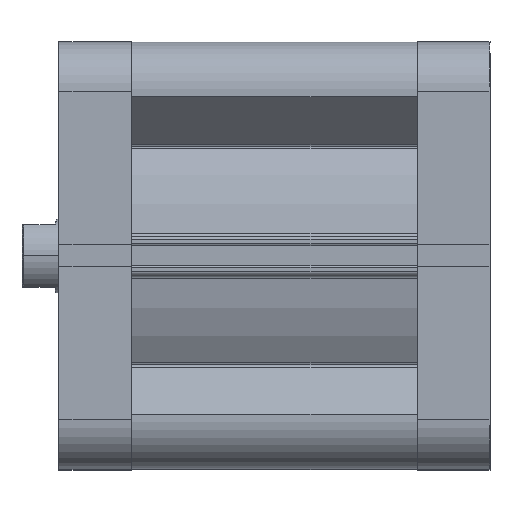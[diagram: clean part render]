
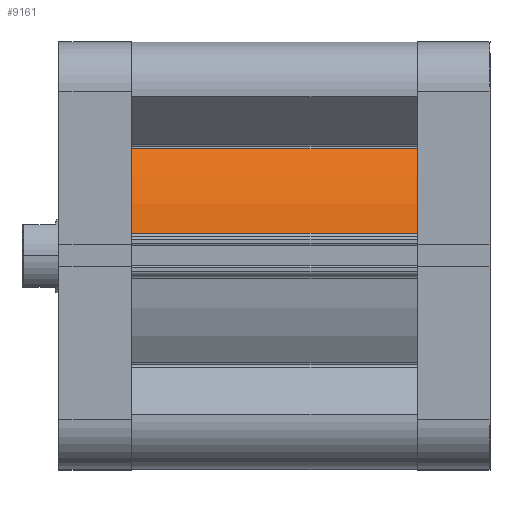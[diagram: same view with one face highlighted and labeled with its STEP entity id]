
A CAD part, top view. The second image highlights one B-rep face of the part: STEP entity #9161.
In plain terms, the highlighted cylindrical face has radius 53.5 mm (diameter 107 mm), a partial arc.
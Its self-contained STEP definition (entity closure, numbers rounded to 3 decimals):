
#583 = ORIENTED_EDGE ( 'NONE', *, *, #7798, .F. ) ;
#584 = ORIENTED_EDGE ( 'NONE', *, *, #7797, .T. ) ;
#585 = ORIENTED_EDGE ( 'NONE', *, *, #7788, .T. ) ;
#586 = ORIENTED_EDGE ( 'NONE', *, *, #7799, .T. ) ;
#1817 = CIRCLE ( 'NONE', #10333, 53.5 ) ;
#1822 = LINE ( 'NONE', #2760, #1826 ) ;
#1826 = VECTOR ( 'NONE', #2761, 1000. ) ;
#1830 = LINE ( 'NONE', #2756, #1831 ) ;
#1831 = VECTOR ( 'NONE', #2757, 1000. ) ;
#1834 = CIRCLE ( 'NONE', #10337, 53.5 ) ;
#2256 = FACE_OUTER_BOUND ( 'NONE', #9520, .T. ) ;
#2259 = CYLINDRICAL_SURFACE ( 'NONE', #10501, 53.5 ) ;
#2724 = CARTESIAN_POINT ( 'NONE',  ( 0., 0., 0. ) ) ;
#2734 = DIRECTION ( 'NONE',  ( 0., 0., 1. ) ) ;
#2735 = DIRECTION ( 'NONE',  ( 1., 0., 0. ) ) ;
#2744 = CARTESIAN_POINT ( 'NONE',  ( 0., 0., 77.5 ) ) ;
#2756 = CARTESIAN_POINT ( 'NONE',  ( 53.147, 6.135, 77.5 ) ) ;
#2757 = DIRECTION ( 'NONE',  ( 0., 0., -1. ) ) ;
#2758 = DIRECTION ( 'NONE',  ( 0., 0., 1. ) ) ;
#2759 = DIRECTION ( 'NONE',  ( 1., 0., 0. ) ) ;
#2760 = CARTESIAN_POINT ( 'NONE',  ( 44.961, 28.996, 77.5 ) ) ;
#2761 = DIRECTION ( 'NONE',  ( 0., 0., 1. ) ) ;
#3248 = CARTESIAN_POINT ( 'NONE',  ( 44.961, 28.996, 77.5 ) ) ;
#3457 = CARTESIAN_POINT ( 'NONE',  ( 44.961, 28.996, 0. ) ) ;
#3688 = CARTESIAN_POINT ( 'NONE',  ( 53.147, 6.135, 0. ) ) ;
#3709 = CARTESIAN_POINT ( 'NONE',  ( 53.147, 6.135, 77.5 ) ) ;
#4080 = DIRECTION ( 'NONE',  ( -1., 0., 0. ) ) ;
#4081 = DIRECTION ( 'NONE',  ( 0., 0., -1. ) ) ;
#4082 = CARTESIAN_POINT ( 'NONE',  ( 0., 0., 77.5 ) ) ;
#7788 = EDGE_CURVE ( 'NONE', #8593, #8324, #1817, .T. ) ;
#7797 = EDGE_CURVE ( 'NONE', #8614, #8593, #1830, .T. ) ;
#7798 = EDGE_CURVE ( 'NONE', #8614, #8066, #1834, .T. ) ;
#7799 = EDGE_CURVE ( 'NONE', #8324, #8066, #1822, .T. ) ;
#8066 = VERTEX_POINT ( 'NONE', #3248 ) ;
#8324 = VERTEX_POINT ( 'NONE', #3457 ) ;
#8593 = VERTEX_POINT ( 'NONE', #3688 ) ;
#8614 = VERTEX_POINT ( 'NONE', #3709 ) ;
#9161 = ADVANCED_FACE ( 'NONE', ( #2256 ), #2259, .T. ) ;
#9520 = EDGE_LOOP ( 'NONE', ( #583, #584, #585, #586 ) ) ;
#10333 = AXIS2_PLACEMENT_3D ( 'NONE', #2724, #2734, #2735 ) ;
#10337 = AXIS2_PLACEMENT_3D ( 'NONE', #2744, #2758, #2759 ) ;
#10501 = AXIS2_PLACEMENT_3D ( 'NONE', #4082, #4081, #4080 ) ;
